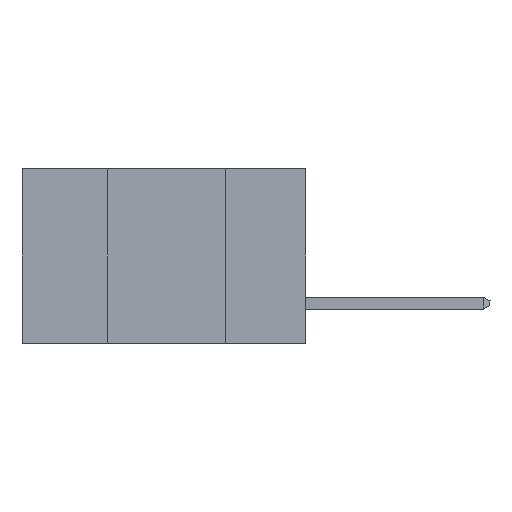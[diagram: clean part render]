
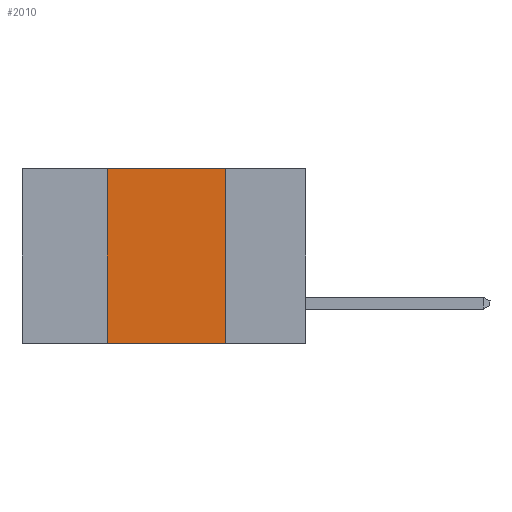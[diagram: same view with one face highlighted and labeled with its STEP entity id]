
A CAD part, left-side view. The second image highlights one B-rep face of the part: STEP entity #2010.
In plain terms, the highlighted planar face has unit normal (-1, 0, 0).
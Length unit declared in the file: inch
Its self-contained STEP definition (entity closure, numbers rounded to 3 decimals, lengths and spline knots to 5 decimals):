
#60 = FACE_OUTER_BOUND ( 'NONE', #6236, .T. ) ;
#162 = ORIENTED_EDGE ( 'NONE', *, *, #1780, .F. ) ;
#292 = ORIENTED_EDGE ( 'NONE', *, *, #1747, .F. ) ;
#426 = DIRECTION ( 'NONE',  ( 0., 0., 1. ) ) ;
#780 = CARTESIAN_POINT ( 'NONE',  ( 0., 0.42, 0. ) ) ;
#1747 = EDGE_CURVE ( 'NONE', #6850, #3770, #10088, .T. ) ;
#1780 = EDGE_CURVE ( 'NONE', #3770, #10276, #7158, .T. ) ;
#1985 = CARTESIAN_POINT ( 'NONE',  ( 0., 0.17, 0. ) ) ;
#2010 = ADVANCED_FACE ( 'NONE', ( #60 ), #2197, .F. ) ;
#2149 = DIRECTION ( 'NONE',  ( 0., -1., 0. ) ) ;
#2197 = PLANE ( 'NONE',  #7138 ) ;
#2888 = DIRECTION ( 'NONE',  ( 0., 0., -1. ) ) ;
#2997 = DIRECTION ( 'NONE',  ( 1., 0., 0. ) ) ;
#3261 = VECTOR ( 'NONE', #7237, 39.37008 ) ;
#3554 = ORIENTED_EDGE ( 'NONE', *, *, #9455, .T. ) ;
#3581 = EDGE_CURVE ( 'NONE', #10276, #3934, #4988, .T. ) ;
#3770 = VERTEX_POINT ( 'NONE', #780 ) ;
#3934 = VERTEX_POINT ( 'NONE', #10315 ) ;
#4907 = CARTESIAN_POINT ( 'NONE',  ( 0., 0.6, -0.37 ) ) ;
#4988 = LINE ( 'NONE', #8510, #5518 ) ;
#5251 = CARTESIAN_POINT ( 'NONE',  ( 0., 0.42, 0. ) ) ;
#5515 = CARTESIAN_POINT ( 'NONE',  ( 0., 0.6, 0. ) ) ;
#5518 = VECTOR ( 'NONE', #2888, 39.37008 ) ;
#5564 = LINE ( 'NONE', #4907, #3261 ) ;
#6101 = CARTESIAN_POINT ( 'NONE',  ( 0., 0.42, -0.37 ) ) ;
#6111 = CARTESIAN_POINT ( 'NONE',  ( 0., 0.6, 0. ) ) ;
#6236 = EDGE_LOOP ( 'NONE', ( #7466, #162, #292, #3554 ) ) ;
#6337 = DIRECTION ( 'NONE',  ( 0., 0., -1. ) ) ;
#6850 = VERTEX_POINT ( 'NONE', #6101 ) ;
#6900 = VECTOR ( 'NONE', #2149, 39.37008 ) ;
#7138 = AXIS2_PLACEMENT_3D ( 'NONE', #5515, #2997, #6337 ) ;
#7158 = LINE ( 'NONE', #6111, #6900 ) ;
#7237 = DIRECTION ( 'NONE',  ( 0., -1., 0. ) ) ;
#7466 = ORIENTED_EDGE ( 'NONE', *, *, #3581, .F. ) ;
#7916 = VECTOR ( 'NONE', #426, 39.37008 ) ;
#8510 = CARTESIAN_POINT ( 'NONE',  ( 0., 0.17, 0. ) ) ;
#9455 = EDGE_CURVE ( 'NONE', #6850, #3934, #5564, .T. ) ;
#10088 = LINE ( 'NONE', #5251, #7916 ) ;
#10276 = VERTEX_POINT ( 'NONE', #1985 ) ;
#10315 = CARTESIAN_POINT ( 'NONE',  ( 0., 0.17, -0.37 ) ) ;
